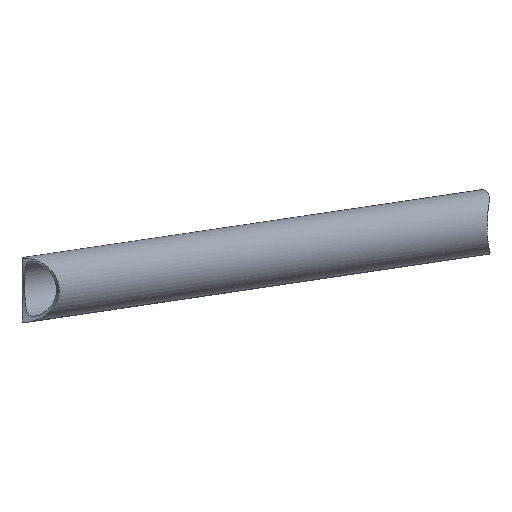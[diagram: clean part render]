
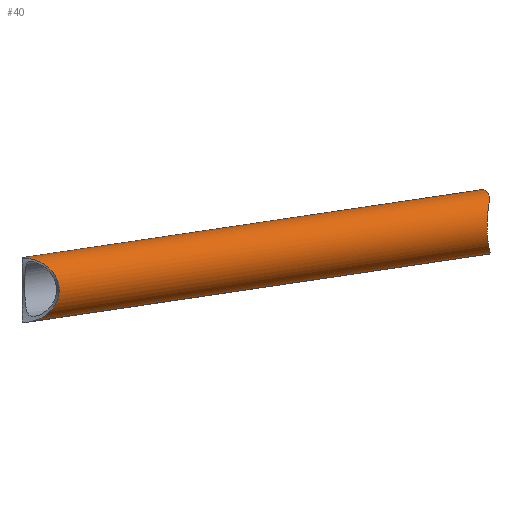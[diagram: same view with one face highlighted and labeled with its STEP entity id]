
A CAD part, left-side view. The second image highlights one B-rep face of the part: STEP entity #40.
In plain terms, the highlighted cylindrical face has radius 10 mm (diameter 20 mm), a partial arc.
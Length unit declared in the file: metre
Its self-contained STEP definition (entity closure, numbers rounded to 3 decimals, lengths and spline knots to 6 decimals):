
#40=ADVANCED_FACE('',(#85),#86,.T.);
#85=FACE_OUTER_BOUND('',#132,.T.);
#86=CYLINDRICAL_SURFACE('',#133,0.01);
#132=EDGE_LOOP('',(#178,#179,#180,#181,#182,#183,#184,#185,#186));
#133=AXIS2_PLACEMENT_3D('',#187,#188,#189);
#178=ORIENTED_EDGE('',*,*,#318,.F.);
#179=ORIENTED_EDGE('',*,*,#319,.F.);
#180=ORIENTED_EDGE('',*,*,#320,.F.);
#181=ORIENTED_EDGE('',*,*,#321,.T.);
#182=ORIENTED_EDGE('',*,*,#322,.F.);
#183=ORIENTED_EDGE('',*,*,#323,.F.);
#184=ORIENTED_EDGE('',*,*,#324,.F.);
#185=ORIENTED_EDGE('',*,*,#316,.F.);
#186=ORIENTED_EDGE('',*,*,#325,.F.);
#187=CARTESIAN_POINT('',(-0.714825,-0.115563,-0.009086));
#188=DIRECTION('',(-0.865,0.496,-0.073));
#189=DIRECTION('',(0.073,0.27,0.96));
#316=EDGE_CURVE('0:250',#377,#373,#379,.T.);
#318=EDGE_CURVE('',#381,#382,#383,.T.);
#319=EDGE_CURVE('0:199',#384,#381,#385,.T.);
#320=EDGE_CURVE('0:196',#386,#384,#387,.T.);
#321=EDGE_CURVE('0:193',#386,#388,#389,.T.);
#322=EDGE_CURVE('',#390,#388,#391,.T.);
#323=EDGE_CURVE('',#392,#390,#393,.T.);
#324=EDGE_CURVE('',#373,#392,#394,.T.);
#325=EDGE_CURVE('',#382,#377,#395,.T.);
#373=VERTEX_POINT('',#464);
#377=VERTEX_POINT('',#496);
#379=B_SPLINE_CURVE_WITH_KNOTS('',3,(#498,#499,#500,#501,#502,#503,#504,#505,#506,#507,#508,#509,#510,#511,#512,#513,#514,#515,#516,#517,#518,#519,#520,#521,#522,#523),.UNSPECIFIED.,.F.,.F.,(4,2,2,2,2,2,2,2,2,2,2,2,4),(0.0,7.698453,11.54768,15.396907,17.73227,20.067634,22.218176,24.368718,28.669803,32.970887,41.573057,50.175226,54.476311),.UNSPECIFIED.);
#381=VERTEX_POINT('',#525);
#382=VERTEX_POINT('',#526);
#383=LINE('',#527,#528);
#384=VERTEX_POINT('',#529);
#385=ELLIPSE('',#530,0.020165,0.01);
#386=VERTEX_POINT('',#531);
#387=ELLIPSE('',#532,0.011516,0.01);
#388=VERTEX_POINT('',#533);
#389=ELLIPSE('',#534,0.011516,0.01);
#390=VERTEX_POINT('',#535);
#391=ELLIPSE('',#536,0.011516,0.01);
#392=VERTEX_POINT('',#537);
#393=LINE('',#538,#539);
#394=B_SPLINE_CURVE_WITH_KNOTS('',3,(#540,#541,#542,#543,#544,#545,#546,#547,#548,#549,#550,#551,#552,#553,#554,#555,#556,#557,#558,#559,#560,#561,#562,#563,#564,#565),.UNSPECIFIED.,.F.,.F.,(4,2,2,2,2,2,2,2,2,2,2,2,4),(0.0,7.698453,11.54768,15.396907,17.73227,20.067634,22.218176,24.368718,28.669803,32.970887,41.573057,50.175226,54.476311),.UNSPECIFIED.);
#395=B_SPLINE_CURVE_WITH_KNOTS('',3,(#566,#567,#568,#569,#570,#571,#572,#573,#574,#575,#576,#577,#578,#579,#580,#581,#582,#583,#584),.UNSPECIFIED.,.F.,.F.,(4,3,3,3,3,3,4),(10.018148,13.854312,18.565901,24.076509,30.335957,35.236778,37.871595),.UNSPECIFIED.);
#464=CARTESIAN_POINT('',(-0.686045,-0.143581,-0.006438));
#496=CARTESIAN_POINT('',(-0.676326,-0.144391,0.00254));
#498=CARTESIAN_POINT('',(-0.676326,-0.144391,0.00254));
#499=CARTESIAN_POINT('',(-0.67801,-0.144323,0.001865));
#500=CARTESIAN_POINT('',(-0.679645,-0.144212,0.001074));
#501=CARTESIAN_POINT('',(-0.681919,-0.144023,-0.000375));
#502=CARTESIAN_POINT('',(-0.682646,-0.143957,-0.000902));
#503=CARTESIAN_POINT('',(-0.683984,-0.143826,-0.002077));
#504=CARTESIAN_POINT('',(-0.684598,-0.143761,-0.002727));
#505=CARTESIAN_POINT('',(-0.685377,-0.143673,-0.003891));
#506=CARTESIAN_POINT('',(-0.685626,-0.143643,-0.004363));
#507=CARTESIAN_POINT('',(-0.68597,-0.143599,-0.005368));
#508=CARTESIAN_POINT('',(-0.686062,-0.143584,-0.005902));
#509=CARTESIAN_POINT('',(-0.686029,-0.143579,-0.006932));
#510=CARTESIAN_POINT('',(-0.685919,-0.143586,-0.007424));
#511=CARTESIAN_POINT('',(-0.68554,-0.143617,-0.00835));
#512=CARTESIAN_POINT('',(-0.685274,-0.143641,-0.008783));
#513=CARTESIAN_POINT('',(-0.684333,-0.143727,-0.009969));
#514=CARTESIAN_POINT('',(-0.683528,-0.143801,-0.010614));
#515=CARTESIAN_POINT('',(-0.681815,-0.14395,-0.011707));
#516=CARTESIAN_POINT('',(-0.6809,-0.144026,-0.012157));
#517=CARTESIAN_POINT('',(-0.67808,-0.144237,-0.013321));
#518=CARTESIAN_POINT('',(-0.676103,-0.144359,-0.013855));
#519=CARTESIAN_POINT('',(-0.672096,-0.14448,-0.014626));
#520=CARTESIAN_POINT('',(-0.67006,-0.144484,-0.014861));
#521=CARTESIAN_POINT('',(-0.667002,-0.14429,-0.014966));
#522=CARTESIAN_POINT('',(-0.665982,-0.144191,-0.014959));
#523=CARTESIAN_POINT('',(-0.664972,-0.144041,-0.014895));
#525=CARTESIAN_POINT('',(-0.911021,0.,-0.016157));
#526=CARTESIAN_POINT('',(-0.663324,-0.141964,0.004814));
#527=CARTESIAN_POINT('',(-0.714092,-0.112867,0.000516));
#528=VECTOR('',#903,1.0);
#529=CARTESIAN_POINT('',(-0.917302,0.,-0.016193));
#530=AXIS2_PLACEMENT_3D('',#904,#905,#906);
#531=CARTESIAN_POINT('',(-0.91672,-0.010947,-0.023063));
#532=AXIS2_PLACEMENT_3D('',#907,#908,#909);
#533=CARTESIAN_POINT('',(-0.916423,-0.011506,-0.026575));
#534=AXIS2_PLACEMENT_3D('',#910,#911,#912);
#535=CARTESIAN_POINT('',(-0.915656,-0.003576,-0.035629));
#536=AXIS2_PLACEMENT_3D('',#913,#914,#915);
#537=CARTESIAN_POINT('',(-0.669883,-0.144437,-0.01482));
#538=CARTESIAN_POINT('',(-0.715557,-0.11826,-0.018687));
#539=VECTOR('',#916,1.0);
#540=CARTESIAN_POINT('',(-0.676326,-0.144391,0.00254));
#541=CARTESIAN_POINT('',(-0.67801,-0.144323,0.001865));
#542=CARTESIAN_POINT('',(-0.679645,-0.144212,0.001074));
#543=CARTESIAN_POINT('',(-0.681919,-0.144023,-0.000375));
#544=CARTESIAN_POINT('',(-0.682646,-0.143957,-0.000902));
#545=CARTESIAN_POINT('',(-0.683984,-0.143826,-0.002077));
#546=CARTESIAN_POINT('',(-0.684598,-0.143761,-0.002727));
#547=CARTESIAN_POINT('',(-0.685377,-0.143673,-0.003891));
#548=CARTESIAN_POINT('',(-0.685626,-0.143643,-0.004363));
#549=CARTESIAN_POINT('',(-0.68597,-0.143599,-0.005368));
#550=CARTESIAN_POINT('',(-0.686062,-0.143584,-0.005902));
#551=CARTESIAN_POINT('',(-0.686029,-0.143579,-0.006932));
#552=CARTESIAN_POINT('',(-0.685919,-0.143586,-0.007424));
#553=CARTESIAN_POINT('',(-0.68554,-0.143617,-0.00835));
#554=CARTESIAN_POINT('',(-0.685274,-0.143641,-0.008783));
#555=CARTESIAN_POINT('',(-0.684333,-0.143727,-0.009969));
#556=CARTESIAN_POINT('',(-0.683528,-0.143801,-0.010614));
#557=CARTESIAN_POINT('',(-0.681815,-0.14395,-0.011707));
#558=CARTESIAN_POINT('',(-0.6809,-0.144026,-0.012157));
#559=CARTESIAN_POINT('',(-0.67808,-0.144237,-0.013321));
#560=CARTESIAN_POINT('',(-0.676103,-0.144359,-0.013855));
#561=CARTESIAN_POINT('',(-0.672096,-0.14448,-0.014626));
#562=CARTESIAN_POINT('',(-0.67006,-0.144484,-0.014861));
#563=CARTESIAN_POINT('',(-0.667002,-0.14429,-0.014966));
#564=CARTESIAN_POINT('',(-0.665982,-0.144191,-0.014959));
#565=CARTESIAN_POINT('',(-0.664972,-0.144041,-0.014895));
#566=CARTESIAN_POINT('',(-0.657825,-0.140189,0.002629));
#567=CARTESIAN_POINT('',(-0.658487,-0.140501,0.003184));
#568=CARTESIAN_POINT('',(-0.659246,-0.140805,0.003625));
#569=CARTESIAN_POINT('',(-0.660056,-0.141075,0.003962));
#570=CARTESIAN_POINT('',(-0.661052,-0.141407,0.004376));
#571=CARTESIAN_POINT('',(-0.66212,-0.141691,0.004638));
#572=CARTESIAN_POINT('',(-0.663206,-0.141937,0.004797));
#573=CARTESIAN_POINT('',(-0.664476,-0.142224,0.004983));
#574=CARTESIAN_POINT('',(-0.665772,-0.142462,0.005029));
#575=CARTESIAN_POINT('',(-0.667064,-0.142683,0.004973));
#576=CARTESIAN_POINT('',(-0.668531,-0.142932,0.00491));
#577=CARTESIAN_POINT('',(-0.669994,-0.143159,0.004715));
#578=CARTESIAN_POINT('',(-0.671424,-0.143399,0.004387));
#579=CARTESIAN_POINT('',(-0.672543,-0.143587,0.004131));
#580=CARTESIAN_POINT('',(-0.673642,-0.143782,0.003793));
#581=CARTESIAN_POINT('',(-0.67469,-0.144005,0.003351));
#582=CARTESIAN_POINT('',(-0.675254,-0.144124,0.003113));
#583=CARTESIAN_POINT('',(-0.675803,-0.144252,0.002845));
#584=CARTESIAN_POINT('',(-0.676326,-0.144391,0.00254));
#903=DIRECTION('',(0.865,-0.496,0.073));
#904=CARTESIAN_POINT('',(-0.916458,0.,-0.026157));
#905=DIRECTION('',(0.,1.0,0.));
#906=DIRECTION('',(0.996,0.,0.084));
#907=CARTESIAN_POINT('',(-0.916458,0.,-0.026157));
#908=DIRECTION('',(-0.996,0.,-0.084));
#909=DIRECTION('',(0.,1.0,0.));
#910=CARTESIAN_POINT('',(-0.916458,0.,-0.026157));
#911=DIRECTION('',(0.996,0.,0.084));
#912=DIRECTION('',(0.,-1.0,0.));
#913=CARTESIAN_POINT('',(-0.916458,0.,-0.026157));
#914=DIRECTION('',(-0.996,0.,-0.084));
#915=DIRECTION('',(0.,1.0,0.));
#916=DIRECTION('',(-0.865,0.496,-0.073));
